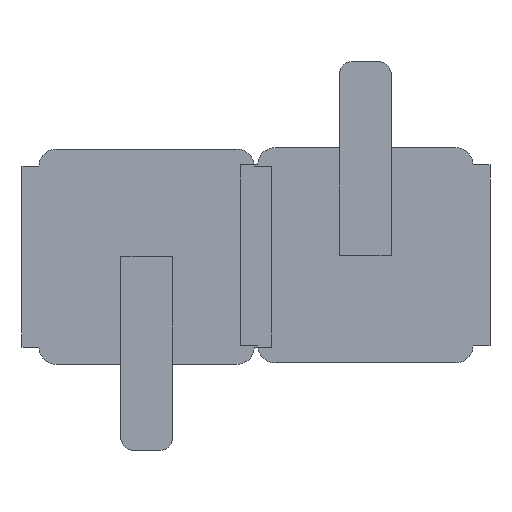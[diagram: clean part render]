
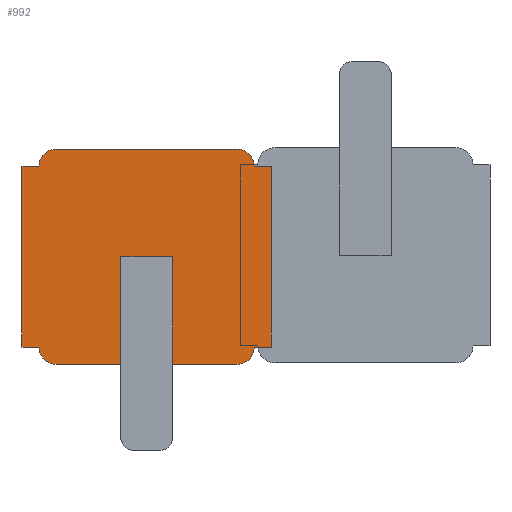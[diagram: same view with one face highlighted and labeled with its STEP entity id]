
A CAD part, front view. The second image highlights one B-rep face of the part: STEP entity #992.
In plain terms, the highlighted planar face has unit normal (0, -1, 0).
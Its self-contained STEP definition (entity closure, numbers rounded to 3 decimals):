
#2 = CIRCLE ( 'NONE', #915, 0.2 ) ;
#5 = CIRCLE ( 'NONE', #759, 0.2 ) ;
#17 = LINE ( 'NONE', #22, #784 ) ;
#18 = LINE ( 'NONE', #189, #398 ) ;
#22 = CARTESIAN_POINT ( 'NONE',  ( 1.45, 0., 1.05 ) ) ;
#24 = LINE ( 'NONE', #827, #1224 ) ;
#25 = CARTESIAN_POINT ( 'NONE',  ( -1.05, 0., 1.25 ) ) ;
#34 = VECTOR ( 'NONE', #723, 1000. ) ;
#53 = EDGE_CURVE ( 'NONE', #205, #496, #24, .T. ) ;
#54 = CARTESIAN_POINT ( 'NONE',  ( 1.45, 0., -1.05 ) ) ;
#58 = CARTESIAN_POINT ( 'NONE',  ( 1.05, 0., 1.25 ) ) ;
#60 = EDGE_CURVE ( 'NONE', #963, #207, #822, .T. ) ;
#62 = DIRECTION ( 'NONE',  ( 0., 0., -1. ) ) ;
#75 = CARTESIAN_POINT ( 'NONE',  ( -1.447, 0., -1.05 ) ) ;
#84 = ORIENTED_EDGE ( 'NONE', *, *, #1279, .F. ) ;
#100 = CARTESIAN_POINT ( 'NONE',  ( 0., 0., 0. ) ) ;
#119 = EDGE_CURVE ( 'NONE', #1434, #205, #1303, .T. ) ;
#136 = CARTESIAN_POINT ( 'NONE',  ( 1.25, 0., -1.05 ) ) ;
#138 = EDGE_CURVE ( 'NONE', #1027, #1029, #791, .T. ) ;
#146 = CARTESIAN_POINT ( 'NONE',  ( -0.299, 0., -1.25 ) ) ;
#149 = DIRECTION ( 'NONE',  ( -1., 0., 0. ) ) ;
#157 = CARTESIAN_POINT ( 'NONE',  ( -1.05, 0., 1.05 ) ) ;
#160 = VECTOR ( 'NONE', #62, 1000. ) ;
#161 = LINE ( 'NONE', #136, #1312 ) ;
#171 = EDGE_CURVE ( 'NONE', #1238, #963, #5, .T. ) ;
#186 = DIRECTION ( 'NONE',  ( 0., 1., 0. ) ) ;
#189 = CARTESIAN_POINT ( 'NONE',  ( 1.45, 0., -1.05 ) ) ;
#205 = VERTEX_POINT ( 'NONE', #1395 ) ;
#207 = VERTEX_POINT ( 'NONE', #947 ) ;
#208 = VERTEX_POINT ( 'NONE', #54 ) ;
#209 = ORIENTED_EDGE ( 'NONE', *, *, #1284, .F. ) ;
#214 = FACE_OUTER_BOUND ( 'NONE', #995, .T. ) ;
#222 = VERTEX_POINT ( 'NONE', #58 ) ;
#223 = ORIENTED_EDGE ( 'NONE', *, *, #119, .F. ) ;
#227 = DIRECTION ( 'NONE',  ( 0., -1., 0. ) ) ;
#231 = CARTESIAN_POINT ( 'NONE',  ( -1.25, 0., 1.05 ) ) ;
#241 = DIRECTION ( 'NONE',  ( 0., 0., -1. ) ) ;
#263 = CARTESIAN_POINT ( 'NONE',  ( -1.05, 0., -1.05 ) ) ;
#284 = LINE ( 'NONE', #100, #555 ) ;
#291 = VECTOR ( 'NONE', #934, 1000. ) ;
#297 = VERTEX_POINT ( 'NONE', #415 ) ;
#311 = VECTOR ( 'NONE', #1169, 1000. ) ;
#319 = CARTESIAN_POINT ( 'NONE',  ( 0.304, 0., 0. ) ) ;
#343 = EDGE_CURVE ( 'NONE', #207, #297, #558, .T. ) ;
#363 = DIRECTION ( 'NONE',  ( 1., 0., 0. ) ) ;
#379 = LINE ( 'NONE', #414, #678 ) ;
#398 = VECTOR ( 'NONE', #1091, 1000. ) ;
#414 = CARTESIAN_POINT ( 'NONE',  ( -1.05, 0., -1.25 ) ) ;
#415 = CARTESIAN_POINT ( 'NONE',  ( 0.304, 0., 0. ) ) ;
#432 = ORIENTED_EDGE ( 'NONE', *, *, #1200, .F. ) ;
#480 = CARTESIAN_POINT ( 'NONE',  ( 1.25, 0., 1.05 ) ) ;
#490 = DIRECTION ( 'NONE',  ( 0., 1., 0. ) ) ;
#496 = VERTEX_POINT ( 'NONE', #590 ) ;
#502 = DIRECTION ( 'NONE',  ( 0., 1., 0. ) ) ;
#517 = ORIENTED_EDGE ( 'NONE', *, *, #60, .F. ) ;
#518 = ORIENTED_EDGE ( 'NONE', *, *, #988, .F. ) ;
#526 = DIRECTION ( 'NONE',  ( 0., 1., 0. ) ) ;
#555 = VECTOR ( 'NONE', #667, 1000. ) ;
#558 = LINE ( 'NONE', #319, #573 ) ;
#568 = CARTESIAN_POINT ( 'NONE',  ( -0.299, 0., 0. ) ) ;
#573 = VECTOR ( 'NONE', #1022, 1000. ) ;
#576 = ORIENTED_EDGE ( 'NONE', *, *, #1239, .F. ) ;
#590 = CARTESIAN_POINT ( 'NONE',  ( -1.447, 0., -1.05 ) ) ;
#600 = CARTESIAN_POINT ( 'NONE',  ( -0.299, 0., 0. ) ) ;
#653 = EDGE_CURVE ( 'NONE', #222, #944, #2, .T. ) ;
#667 = DIRECTION ( 'NONE',  ( -1., 0., 0. ) ) ;
#678 = VECTOR ( 'NONE', #1196, 1000. ) ;
#690 = CARTESIAN_POINT ( 'NONE',  ( -1.05, 0., -1.05 ) ) ;
#695 = CARTESIAN_POINT ( 'NONE',  ( -1.447, 0., 1.05 ) ) ;
#711 = VERTEX_POINT ( 'NONE', #1300 ) ;
#723 = DIRECTION ( 'NONE',  ( 1., 0., 0. ) ) ;
#729 = DIRECTION ( 'NONE',  ( -1., 0., 0. ) ) ;
#731 = EDGE_CURVE ( 'NONE', #711, #208, #18, .T. ) ;
#732 = CARTESIAN_POINT ( 'NONE',  ( 1.05, 0., -1.05 ) ) ;
#738 = AXIS2_PLACEMENT_3D ( 'NONE', #157, #490, #942 ) ;
#739 = DIRECTION ( 'NONE',  ( 0., 0., -1. ) ) ;
#758 = CARTESIAN_POINT ( 'NONE',  ( 1.05, 0., 1.05 ) ) ;
#759 = AXIS2_PLACEMENT_3D ( 'NONE', #732, #502, #739 ) ;
#782 = ORIENTED_EDGE ( 'NONE', *, *, #1172, .F. ) ;
#784 = VECTOR ( 'NONE', #363, 1000. ) ;
#791 = LINE ( 'NONE', #1411, #311 ) ;
#797 = ORIENTED_EDGE ( 'NONE', *, *, #731, .F. ) ;
#800 = EDGE_CURVE ( 'NONE', #297, #880, #284, .T. ) ;
#803 = AXIS2_PLACEMENT_3D ( 'NONE', #263, #526, #1407 ) ;
#822 = LINE ( 'NONE', #1257, #291 ) ;
#827 = CARTESIAN_POINT ( 'NONE',  ( -1.25, 0., -1.05 ) ) ;
#880 = VERTEX_POINT ( 'NONE', #568 ) ;
#902 = CARTESIAN_POINT ( 'NONE',  ( 1.05, 0., -1.25 ) ) ;
#915 = AXIS2_PLACEMENT_3D ( 'NONE', #758, #186, #986 ) ;
#932 = LINE ( 'NONE', #600, #160 ) ;
#934 = DIRECTION ( 'NONE',  ( -1., 0., 0. ) ) ;
#942 = DIRECTION ( 'NONE',  ( 0., 0., -1. ) ) ;
#944 = VERTEX_POINT ( 'NONE', #480 ) ;
#947 = CARTESIAN_POINT ( 'NONE',  ( 0.304, 0., -1.25 ) ) ;
#963 = VERTEX_POINT ( 'NONE', #902 ) ;
#970 = LINE ( 'NONE', #75, #1408 ) ;
#979 = DIRECTION ( 'NONE',  ( 0., 0., 1. ) ) ;
#986 = DIRECTION ( 'NONE',  ( 0., 0., 1. ) ) ;
#988 = EDGE_CURVE ( 'NONE', #944, #711, #17, .T. ) ;
#992 = ADVANCED_FACE ( 'NONE', ( #214 ), #1129, .T. ) ;
#995 = EDGE_LOOP ( 'NONE', ( #576, #1131, #1100, #517, #1378, #432, #797, #518, #1133, #1403, #782, #1078, #209, #1063, #223, #84 ) ) ;
#1022 = DIRECTION ( 'NONE',  ( 0., 0., 1. ) ) ;
#1027 = VERTEX_POINT ( 'NONE', #695 ) ;
#1029 = VERTEX_POINT ( 'NONE', #231 ) ;
#1043 = CARTESIAN_POINT ( 'NONE',  ( -1.05, 0., 1.25 ) ) ;
#1051 = EDGE_CURVE ( 'NONE', #1117, #222, #1386, .T. ) ;
#1063 = ORIENTED_EDGE ( 'NONE', *, *, #53, .F. ) ;
#1078 = ORIENTED_EDGE ( 'NONE', *, *, #138, .F. ) ;
#1091 = DIRECTION ( 'NONE',  ( 0., 0., -1. ) ) ;
#1100 = ORIENTED_EDGE ( 'NONE', *, *, #343, .F. ) ;
#1117 = VERTEX_POINT ( 'NONE', #25 ) ;
#1118 = VERTEX_POINT ( 'NONE', #146 ) ;
#1129 = PLANE ( 'NONE',  #1324 ) ;
#1131 = ORIENTED_EDGE ( 'NONE', *, *, #800, .F. ) ;
#1133 = ORIENTED_EDGE ( 'NONE', *, *, #653, .F. ) ;
#1153 = CARTESIAN_POINT ( 'NONE',  ( -1.05, 0., -1.25 ) ) ;
#1169 = DIRECTION ( 'NONE',  ( 1., 0., 0. ) ) ;
#1172 = EDGE_CURVE ( 'NONE', #1029, #1117, #1245, .T. ) ;
#1196 = DIRECTION ( 'NONE',  ( -1., 0., 0. ) ) ;
#1200 = EDGE_CURVE ( 'NONE', #208, #1238, #161, .T. ) ;
#1224 = VECTOR ( 'NONE', #149, 1000. ) ;
#1238 = VERTEX_POINT ( 'NONE', #1390 ) ;
#1239 = EDGE_CURVE ( 'NONE', #880, #1118, #932, .T. ) ;
#1245 = CIRCLE ( 'NONE', #738, 0.2 ) ;
#1257 = CARTESIAN_POINT ( 'NONE',  ( -1.05, 0., -1.25 ) ) ;
#1279 = EDGE_CURVE ( 'NONE', #1118, #1434, #379, .T. ) ;
#1284 = EDGE_CURVE ( 'NONE', #496, #1027, #970, .T. ) ;
#1300 = CARTESIAN_POINT ( 'NONE',  ( 1.45, 0., 1.05 ) ) ;
#1303 = CIRCLE ( 'NONE', #803, 0.2 ) ;
#1312 = VECTOR ( 'NONE', #729, 1000. ) ;
#1324 = AXIS2_PLACEMENT_3D ( 'NONE', #690, #227, #241 ) ;
#1378 = ORIENTED_EDGE ( 'NONE', *, *, #171, .F. ) ;
#1386 = LINE ( 'NONE', #1043, #34 ) ;
#1390 = CARTESIAN_POINT ( 'NONE',  ( 1.25, 0., -1.05 ) ) ;
#1395 = CARTESIAN_POINT ( 'NONE',  ( -1.25, 0., -1.05 ) ) ;
#1403 = ORIENTED_EDGE ( 'NONE', *, *, #1051, .F. ) ;
#1407 = DIRECTION ( 'NONE',  ( 0., 0., -1. ) ) ;
#1408 = VECTOR ( 'NONE', #979, 1000. ) ;
#1411 = CARTESIAN_POINT ( 'NONE',  ( -1.447, 0., 1.05 ) ) ;
#1434 = VERTEX_POINT ( 'NONE', #1153 ) ;
